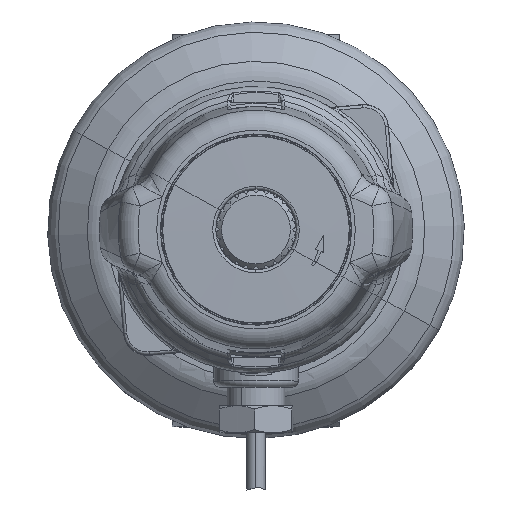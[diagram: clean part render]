
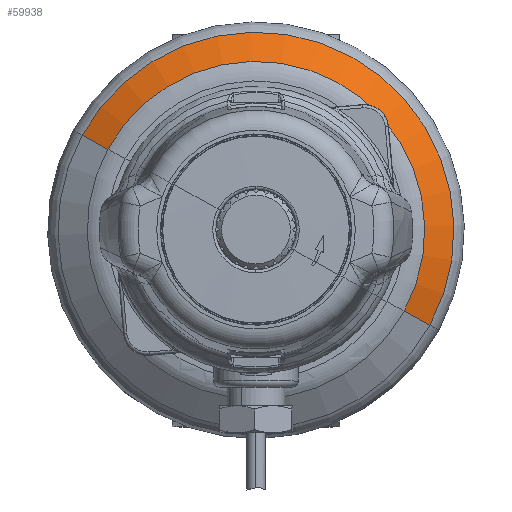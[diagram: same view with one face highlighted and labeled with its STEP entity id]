
A CAD part, top view. The second image highlights one B-rep face of the part: STEP entity #59938.
In plain terms, the highlighted conical face has half-angle 55 degrees and reference radius 27.858 mm.
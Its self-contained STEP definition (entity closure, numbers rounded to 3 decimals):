
#59886=CARTESIAN_POINT('Vertex',(-24.534,13.403,48.081)) ;
#59889=CARTESIAN_POINT('Axis2P3D Location',(0.,0.,48.081)) ;
#59893=CARTESIAN_POINT('Vertex',(24.534,-13.403,48.081)) ;
#59908=CARTESIAN_POINT('Axis2P3D Location',(0.,0.,48.149)) ;
#59913=CARTESIAN_POINT('Line Origine',(383.884,-209.717,-238.639)) ;
#59917=CARTESIAN_POINT('Vertex',(28.78,-15.722,44.693)) ;
#59920=CARTESIAN_POINT('Line Origine',(-383.884,209.717,-238.639)) ;
#59924=CARTESIAN_POINT('Vertex',(-28.78,15.722,44.693)) ;
#59927=CARTESIAN_POINT('Axis2P3D Location',(0.,0.,44.693)) ;
#59890=DIRECTION('Axis2P3D Direction',(0.,-0.,-1.)) ;
#59909=DIRECTION('Axis2P3D Direction',(0.,-0.,-1.)) ;
#59910=DIRECTION('Axis2P3D XDirection',(0.,-1.,0.)) ;
#59914=DIRECTION('Vector Direction',(0.719,-0.393,-0.574)) ;
#59921=DIRECTION('Vector Direction',(-0.719,0.393,-0.574)) ;
#59928=DIRECTION('Axis2P3D Direction',(0.,-0.,-1.)) ;
#59891=AXIS2_PLACEMENT_3D('Circle Axis2P3D',#59889,#59890,$) ;
#59911=AXIS2_PLACEMENT_3D('Cone Axis2P3D',#59908,#59909,#59910) ;
#59929=AXIS2_PLACEMENT_3D('Circle Axis2P3D',#59927,#59928,$) ;
#59933=ORIENTED_EDGE('',*,*,#59919,.T.) ;
#59934=ORIENTED_EDGE('',*,*,#59895,.T.) ;
#59935=ORIENTED_EDGE('',*,*,#59926,.T.) ;
#59936=ORIENTED_EDGE('',*,*,#59931,.T.) ;
#59915=VECTOR('Line Direction',#59914,1.) ;
#59922=VECTOR('Line Direction',#59921,1.) ;
#59938=ADVANCED_FACE('Sheet.5',(#59937),#59912,.F.) ;
#59892=CIRCLE('generated circle',#59891,27.956) ;
#59930=CIRCLE('generated circle',#59929,32.794) ;
#59912=CONICAL_SURFACE('Cone',#59911,27.858,0.96) ;
#59895=EDGE_CURVE('',#59894,#59887,#59892,.F.) ;
#59919=EDGE_CURVE('',#59918,#59894,#59916,.F.) ;
#59926=EDGE_CURVE('',#59887,#59925,#59923,.T.) ;
#59931=EDGE_CURVE('',#59925,#59918,#59930,.T.) ;
#59932=EDGE_LOOP('',(#59933,#59934,#59935,#59936)) ;
#59937=FACE_OUTER_BOUND('',#59932,.T.) ;
#59916=LINE('Line',#59913,#59915) ;
#59923=LINE('Line',#59920,#59922) ;
#59887=VERTEX_POINT('',#59886) ;
#59894=VERTEX_POINT('',#59893) ;
#59918=VERTEX_POINT('',#59917) ;
#59925=VERTEX_POINT('',#59924) ;
